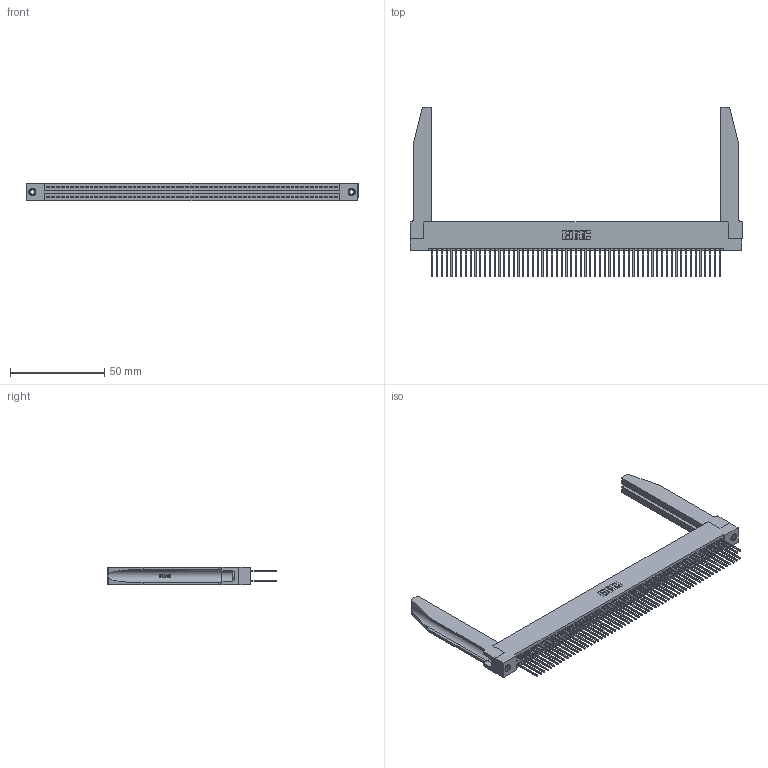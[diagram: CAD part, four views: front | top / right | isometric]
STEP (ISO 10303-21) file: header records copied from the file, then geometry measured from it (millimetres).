
FILE_DESCRIPTION (( 'STEP AP203' ), '1' );
FILE_NAME ('345-122-540-278.STEP', '2019-11-06T13:40:00', ( '' ), ( '' ), 'SwSTEP 2.0', 'SolidWorks 2016', '' );
FILE_SCHEMA (( 'CONFIG_CONTROL_DESIGN' ));
Length unit declared in the file: inch
Products named in the file (5): 345-220-078_345-220-078; 345-292-001_345-293-140; 345-122-540-278; 345 Part_Flush Mounting Lugs - 0.156 Dia-TH; 345-250-001_345-250-001-102
Assembly tree (127 placements, depth 2):
  345-122-540-278
    345 Part_Flush Mounting Lugs - 0.156 Dia-TH
    345-292-001_345-293-140  x122
    345-250-001_345-250-001-102  x2
    345-220-078_345-220-078  x2
Bounding box: 176.17 x 90.09 x 9.4 mm (x, y, z)
Volume: 25523.1 mm3; surface area: 35593.5 mm2
Topology: 127 solids, 127 shells, 6460 faces, 19127 edges, 12578 vertices
Faces by surface type: plane 4248, cylinder 2160, bspline 36, cone 12, torus 4
Entity records: 50062 total; most frequent: CARTESIAN_POINT 9291, ORIENTED_EDGE 8122, DIRECTION 7163, EDGE_CURVE 4061, VECTOR 3591, LINE 3591, VERTEX_POINT 2700, AXIS2_PLACEMENT_3D 1786
